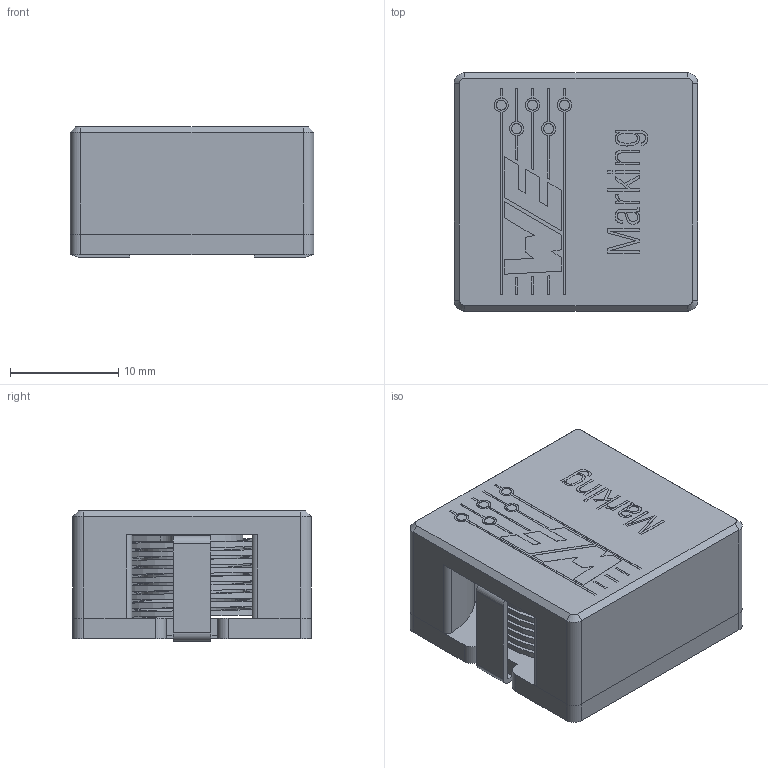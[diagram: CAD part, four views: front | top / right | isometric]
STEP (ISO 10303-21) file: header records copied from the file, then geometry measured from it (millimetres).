
FILE_DESCRIPTION(('FreeCAD Model'),'2;1');
FILE_NAME('Inductor_WE-HCI-2212.stp','2016-03-24T14:02:58',('Author'),(''), 'Open CASCADE STEP processor 6.8','FreeCAD','Unknown');
FILE_SCHEMA(('AUTOMOTIVE_DESIGN_CC2 { 1 2 10303 214 -1 1 5 4 }'));
Length unit declared in the file: millimetre
Products named in the file (1): Fusion
Bounding box: 22.5 x 22 x 12 mm (x, y, z)
Volume: 4391.7 mm3; surface area: 6516.7 mm2
Topology: 1 solids, 1 shells, 268 faces, 711 edges, 465 vertices
Faces by surface type: plane 198, cylinder 37, extrusion 27, cone 4, bspline 2
Full cylindrical faces by diameter (mm): 9.4 x1
Entity records: 27808 total; most frequent: CARTESIAN_POINT 13252, DIRECTION 1783, ORIENTED_EDGE 1422, PCURVE 1422, DEFINITIONAL_REPRESENTATION 1422, VECTOR 1090, LINE 1063, B_SPLINE_CURVE_WITH_KNOTS 943
